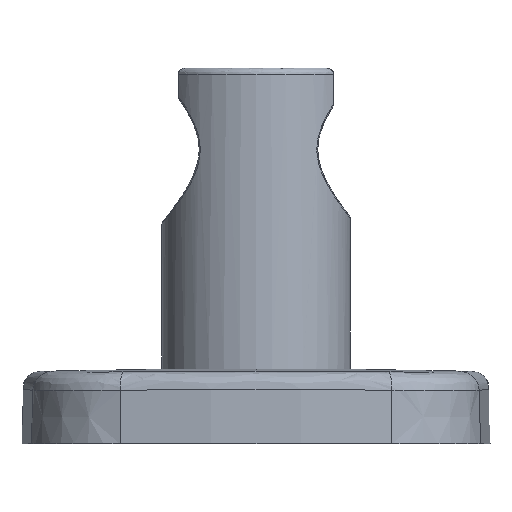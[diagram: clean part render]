
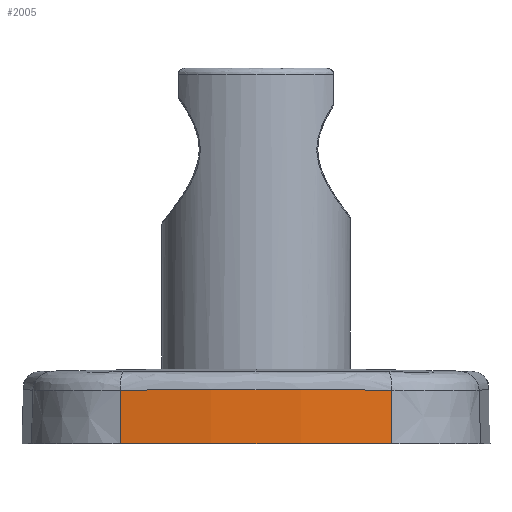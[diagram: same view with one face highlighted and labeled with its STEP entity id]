
A CAD part, left-side view. The second image highlights one B-rep face of the part: STEP entity #2005.
In plain terms, the highlighted conical face has half-angle 1.5 degrees and reference radius 139 mm.
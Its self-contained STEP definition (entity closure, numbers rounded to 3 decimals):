
#120 = AXIS2_PLACEMENT_3D ( 'NONE', #2016, #574, #3226 ) ;
#235 = VERTEX_POINT ( 'NONE', #1938 ) ;
#240 = AXIS2_PLACEMENT_3D ( 'NONE', #619, #629, #642 ) ;
#313 = ORIENTED_EDGE ( 'NONE', *, *, #2207, .T. ) ;
#574 = DIRECTION ( 'NONE',  ( 0., 0., -1. ) ) ;
#619 = CARTESIAN_POINT ( 'NONE',  ( 101.5, 0., -0.338 ) ) ;
#629 = DIRECTION ( 'NONE',  ( 0., 0., 1. ) ) ;
#642 = DIRECTION ( 'NONE',  ( -1., 0., 0. ) ) ;
#697 = EDGE_LOOP ( 'NONE', ( #2735, #3330, #313, #3228 ) ) ;
#784 = FACE_OUTER_BOUND ( 'NONE', #697, .T. ) ;
#934 = DIRECTION ( 'NONE',  ( -0.026, 0.004, -1. ) ) ;
#955 = CARTESIAN_POINT ( 'NONE',  ( -35.801, -21.665, -0.338 ) ) ;
#1008 = CARTESIAN_POINT ( 'NONE',  ( -35.801, 21.665, -0.338 ) ) ;
#1028 = B_SPLINE_CURVE_WITH_KNOTS ( 'NONE', 3,
 ( #1553, #1554, #1546, #1544, #1538, #1533 ),
 .UNSPECIFIED., .F., .F.,
 ( 4, 2, 4 ),
 ( 0., 0.5, 1. ),
 .UNSPECIFIED. ) ;
#1092 = EDGE_CURVE ( 'NONE', #235, #2326, #1028, .T. ) ;
#1098 = VECTOR ( 'NONE', #934, 1000. ) ;
#1126 = CARTESIAN_POINT ( 'NONE',  ( -35.801, 21.665, -0.338 ) ) ;
#1243 = VECTOR ( 'NONE', #3151, 1000. ) ;
#1338 = LINE ( 'NONE', #955, #1243 ) ;
#1533 = CARTESIAN_POINT ( 'NONE',  ( -35.579, 21.63, 8.235 ) ) ;
#1538 = CARTESIAN_POINT ( 'NONE',  ( -36.706, 14.478, 8.31 ) ) ;
#1541 = CIRCLE ( 'NONE', #240, 139. ) ;
#1544 = CARTESIAN_POINT ( 'NONE',  ( -37.272, 7.239, 8.348 ) ) ;
#1546 = CARTESIAN_POINT ( 'NONE',  ( -37.272, -7.239, 8.348 ) ) ;
#1553 = CARTESIAN_POINT ( 'NONE',  ( -35.579, -21.63, 8.235 ) ) ;
#1554 = CARTESIAN_POINT ( 'NONE',  ( -36.706, -14.478, 8.31 ) ) ;
#1658 = CARTESIAN_POINT ( 'NONE',  ( -35.801, -21.665, -0.338 ) ) ;
#1938 = CARTESIAN_POINT ( 'NONE',  ( -35.579, -21.63, 8.235 ) ) ;
#2005 = ADVANCED_FACE ( 'NONE', ( #784 ), #2914, .T. ) ;
#2016 = CARTESIAN_POINT ( 'NONE',  ( 101.5, 0., -0.338 ) ) ;
#2207 = EDGE_CURVE ( 'NONE', #2326, #2244, #2580, .T. ) ;
#2244 = VERTEX_POINT ( 'NONE', #1008 ) ;
#2326 = VERTEX_POINT ( 'NONE', #3361 ) ;
#2375 = VERTEX_POINT ( 'NONE', #1658 ) ;
#2580 = LINE ( 'NONE', #1126, #1098 ) ;
#2735 = ORIENTED_EDGE ( 'NONE', *, *, #3297, .F. ) ;
#2774 = EDGE_CURVE ( 'NONE', #2244, #2375, #1541, .T. ) ;
#2914 = CONICAL_SURFACE ( 'NONE', #120, 139., 0.026 ) ;
#3151 = DIRECTION ( 'NONE',  ( -0.026, -0.004, -1. ) ) ;
#3226 = DIRECTION ( 'NONE',  ( 0., -1., 0. ) ) ;
#3228 = ORIENTED_EDGE ( 'NONE', *, *, #2774, .T. ) ;
#3297 = EDGE_CURVE ( 'NONE', #235, #2375, #1338, .T. ) ;
#3330 = ORIENTED_EDGE ( 'NONE', *, *, #1092, .T. ) ;
#3361 = CARTESIAN_POINT ( 'NONE',  ( -35.579, 21.63, 8.235 ) ) ;
